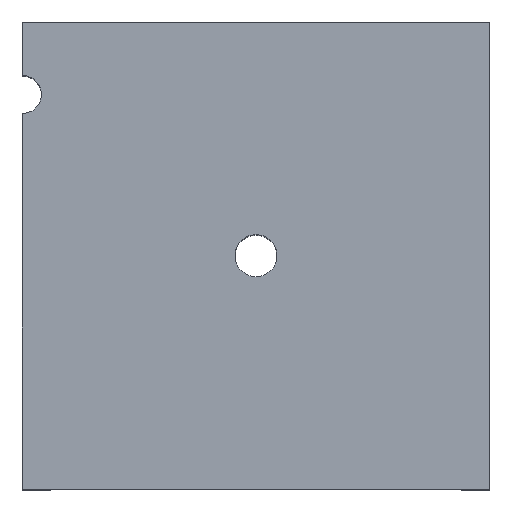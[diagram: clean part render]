
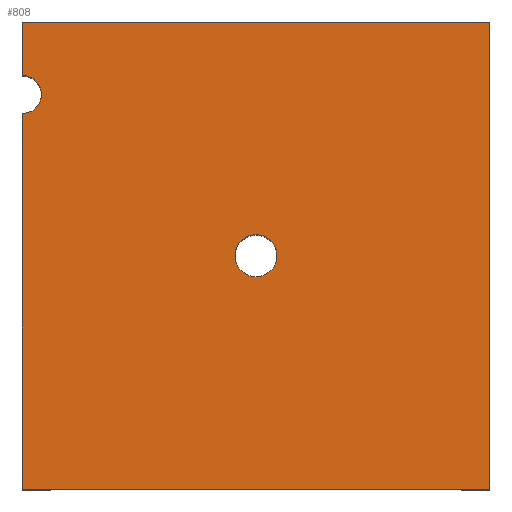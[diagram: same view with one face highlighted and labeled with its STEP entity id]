
A CAD part, top view. The second image highlights one B-rep face of the part: STEP entity #808.
In plain terms, the highlighted planar face has unit normal (0, 0, 1).
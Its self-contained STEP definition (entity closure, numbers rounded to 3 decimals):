
#526=CARTESIAN_POINT('',(0.,-2.2,40.0));
#527=VERTEX_POINT('',#526);
#543=CARTESIAN_POINT('',(0.,2.2,40.0));
#544=VERTEX_POINT('',#543);
#551=CARTESIAN_POINT('',(0.,0.,40.0));
#552=DIRECTION('',(0.0,0.0,-1.0));
#553=DIRECTION('',(0.0,-1.0,0.0));
#554=AXIS2_PLACEMENT_3D('',#551,#552,#553);
#555=CIRCLE('',#554,2.2);
#556=EDGE_CURVE('',#527,#544,#555,.T.);
#567=CARTESIAN_POINT('',(0.,0.,40.0));
#568=DIRECTION('',(0.0,0.0,-1.0));
#569=DIRECTION('',(0.0,-1.0,0.0));
#570=AXIS2_PLACEMENT_3D('',#567,#568,#569);
#571=CIRCLE('',#570,2.2);
#572=EDGE_CURVE('',#544,#527,#571,.T.);
#590=CARTESIAN_POINT('',(24.5,-24.5,40.0));
#591=VERTEX_POINT('',#590);
#592=CARTESIAN_POINT('',(-24.5,-24.5,40.0));
#593=VERTEX_POINT('',#592);
#594=CARTESIAN_POINT('',(24.5,-24.5,40.0));
#595=DIRECTION('',(-1.0,0.0,0.0));
#596=VECTOR('',#595,49.0);
#597=LINE('',#594,#596);
#598=EDGE_CURVE('',#591,#593,#597,.T.);
#630=CARTESIAN_POINT('',(-24.5,14.9,40.0));
#631=VERTEX_POINT('',#630);
#632=CARTESIAN_POINT('',(-24.5,-24.5,40.0));
#633=DIRECTION('',(0.0,1.0,0.0));
#634=VECTOR('',#633,39.4);
#635=LINE('',#632,#634);
#636=EDGE_CURVE('',#593,#631,#635,.T.);
#661=CARTESIAN_POINT('',(-24.5,18.9,40.0));
#662=VERTEX_POINT('',#661);
#663=CARTESIAN_POINT('',(-24.5,16.9,40.0));
#664=DIRECTION('',(0.0,0.0,1.0));
#665=DIRECTION('',(1.0,0.0,0.0));
#666=AXIS2_PLACEMENT_3D('',#663,#664,#665);
#667=CIRCLE('',#666,2.);
#668=EDGE_CURVE('',#631,#662,#667,.T.);
#694=CARTESIAN_POINT('',(-24.5,24.5,40.0));
#695=VERTEX_POINT('',#694);
#696=CARTESIAN_POINT('',(-24.5,18.9,40.0));
#697=DIRECTION('',(0.0,1.0,0.0));
#698=VECTOR('',#697,5.6);
#699=LINE('',#696,#698);
#700=EDGE_CURVE('',#662,#695,#699,.T.);
#725=CARTESIAN_POINT('',(24.5,24.5,40.0));
#726=VERTEX_POINT('',#725);
#727=CARTESIAN_POINT('',(-24.5,24.5,40.0));
#728=DIRECTION('',(1.0,0.0,0.0));
#729=VECTOR('',#728,49.0);
#730=LINE('',#727,#729);
#731=EDGE_CURVE('',#695,#726,#730,.T.);
#756=CARTESIAN_POINT('',(24.5,24.5,40.0));
#757=DIRECTION('',(0.0,-1.0,0.0));
#758=VECTOR('',#757,49.0);
#759=LINE('',#756,#758);
#760=EDGE_CURVE('',#726,#591,#759,.T.);
#791=CARTESIAN_POINT('',(-0.246,0.195,40.0));
#792=DIRECTION('',(0.0,0.0,1.0));
#793=DIRECTION('',(0.0,1.0,0.0));
#794=AXIS2_PLACEMENT_3D('',#791,#792,#793);
#795=PLANE('',#794);
#796=ORIENTED_EDGE('',*,*,#598,.F.);
#797=ORIENTED_EDGE('',*,*,#760,.F.);
#798=ORIENTED_EDGE('',*,*,#731,.F.);
#799=ORIENTED_EDGE('',*,*,#700,.F.);
#800=ORIENTED_EDGE('',*,*,#668,.F.);
#801=ORIENTED_EDGE('',*,*,#636,.F.);
#802=EDGE_LOOP('',(#796,#797,#798,#799,#800,#801));
#803=FACE_OUTER_BOUND('',#802,.T.);
#804=ORIENTED_EDGE('',*,*,#556,.T.);
#805=ORIENTED_EDGE('',*,*,#572,.T.);
#806=EDGE_LOOP('',(#804,#805));
#807=FACE_BOUND('',#806,.T.);
#808=ADVANCED_FACE('',(#803,#807),#795,.T.);
